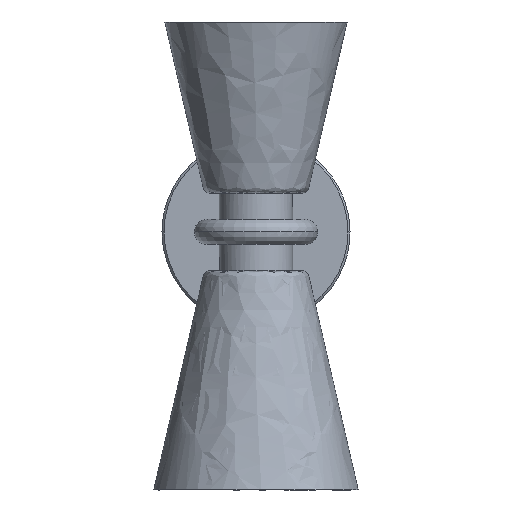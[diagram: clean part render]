
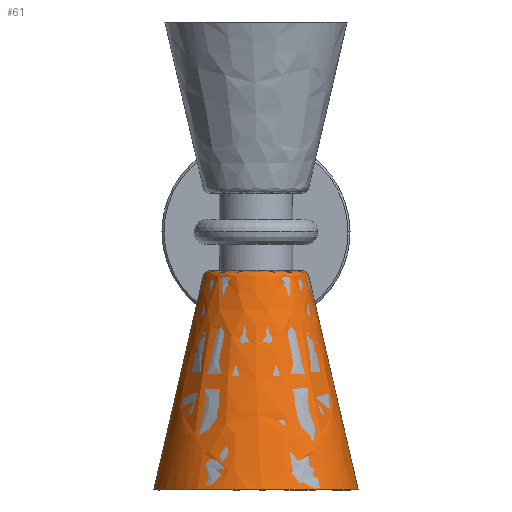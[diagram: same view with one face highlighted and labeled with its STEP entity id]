
A CAD part, front view. The second image highlights one B-rep face of the part: STEP entity #61.
In plain terms, the highlighted free-form (B-spline) face has degree [2, 2] with [7, 5] control points.
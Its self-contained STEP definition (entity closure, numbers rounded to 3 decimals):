
#32=(
BOUNDED_SURFACE()
B_SPLINE_SURFACE(2,2,((#647,#648,#649,#650,#651),(#652,#653,#654,#655,#656),
(#657,#658,#659,#660,#661),(#662,#663,#664,#665,#666),(#667,#668,#669,#670,
#671),(#672,#673,#674,#675,#676),(#677,#678,#679,#680,#681)),
 .UNSPECIFIED.,.F.,.F.,.F.)
B_SPLINE_SURFACE_WITH_KNOTS((3,2,2,3),(3,2,3),(-198.156,-6.203,
0.516,29.615),(65.75,98.624,
131.499),.UNSPECIFIED.)
GEOMETRIC_REPRESENTATION_ITEM()
RATIONAL_B_SPLINE_SURFACE(((1.,0.707,1.,0.707,1.),
(1.,0.707,1.,0.707,1.),(1.,0.707,1.,
0.707,1.),(0.783,0.553,0.783,
0.553,0.783),(1.,0.707,1.,0.707,
1.),(1.,0.707,1.,0.707,1.),(1.,0.707,
1.,0.707,1.)))
REPRESENTATION_ITEM('')
SURFACE()
);
#61=ADVANCED_FACE('',(#89),#32,.T.);
#89=FACE_OUTER_BOUND('',#117,.T.);
#117=EDGE_LOOP('',(#157,#158,#159));
#157=ORIENTED_EDGE('',*,*,#240,.T.);
#158=ORIENTED_EDGE('',*,*,#239,.F.);
#159=ORIENTED_EDGE('',*,*,#241,.F.);
#239=EDGE_CURVE('',#335,#336,#293,.T.);
#240=EDGE_CURVE('',#337,#336,#294,.T.);
#241=EDGE_CURVE('',#337,#335,#295,.T.);
#293=(
BOUNDED_CURVE()
B_SPLINE_CURVE(2,(#690,#691,#692,#693,#694,#695,#696),.UNSPECIFIED.,.F.,
 .F.)
B_SPLINE_CURVE_WITH_KNOTS((3,2,2,3),(-198.156,-6.203,
0.516,29.615),.UNSPECIFIED.)
CURVE()
GEOMETRIC_REPRESENTATION_ITEM()
RATIONAL_B_SPLINE_CURVE((1.,1.,1.,0.783,1.,1.,1.))
REPRESENTATION_ITEM('')
);
#294=(
BOUNDED_CURVE()
B_SPLINE_CURVE(2,(#697,#698,#699,#700,#701,#702,#703),.UNSPECIFIED.,.F.,
 .F.)
B_SPLINE_CURVE_WITH_KNOTS((3,2,2,3),(-198.156,-6.203,
0.516,29.615),.UNSPECIFIED.)
CURVE()
GEOMETRIC_REPRESENTATION_ITEM()
RATIONAL_B_SPLINE_CURVE((1.,1.,1.,0.783,1.,1.,1.))
REPRESENTATION_ITEM('')
);
#295=(
BOUNDED_CURVE()
B_SPLINE_CURVE(2,(#704,#705,#706,#707,#708),.UNSPECIFIED.,.F.,.F.)
B_SPLINE_CURVE_WITH_KNOTS((3,2,3),(65.75,98.624,131.499),
 .UNSPECIFIED.)
CURVE()
GEOMETRIC_REPRESENTATION_ITEM()
RATIONAL_B_SPLINE_CURVE((1.,0.707,1.,0.707,1.))
REPRESENTATION_ITEM('')
);
#335=VERTEX_POINT('',#682);
#336=VERTEX_POINT('',#683);
#337=VERTEX_POINT('',#684);
#647=CARTESIAN_POINT('',(-48.913,0.,231.466));
#648=CARTESIAN_POINT('',(-48.913,-48.913,231.466));
#649=CARTESIAN_POINT('',(0.,-48.913,231.466));
#650=CARTESIAN_POINT('',(48.913,-48.913,231.466));
#651=CARTESIAN_POINT('',(48.913,0.,231.466));
#652=CARTESIAN_POINT('',(-37.117,0.,282.523));
#653=CARTESIAN_POINT('',(-37.117,-37.117,282.523));
#654=CARTESIAN_POINT('',(0.,-37.117,282.523));
#655=CARTESIAN_POINT('',(37.117,-37.117,282.523));
#656=CARTESIAN_POINT('',(37.117,0.,282.523));
#657=CARTESIAN_POINT('',(-25.32,0.,333.579));
#658=CARTESIAN_POINT('',(-25.32,-25.32,333.579));
#659=CARTESIAN_POINT('',(0.,-25.32,333.579));
#660=CARTESIAN_POINT('',(25.32,-25.32,333.579));
#661=CARTESIAN_POINT('',(25.32,0.,333.579));
#662=CARTESIAN_POINT('',(-24.653,0.,336.466));
#663=CARTESIAN_POINT('',(-24.653,-24.653,336.466));
#664=CARTESIAN_POINT('',(0.,-24.653,336.466));
#665=CARTESIAN_POINT('',(24.653,-24.653,336.466));
#666=CARTESIAN_POINT('',(24.653,0.,336.466));
#667=CARTESIAN_POINT('',(-21.689,0.,336.466));
#668=CARTESIAN_POINT('',(-21.689,-21.689,336.466));
#669=CARTESIAN_POINT('',(0.,-21.689,336.466));
#670=CARTESIAN_POINT('',(21.689,-21.689,336.466));
#671=CARTESIAN_POINT('',(21.689,0.,336.466));
#672=CARTESIAN_POINT('',(-10.845,0.,336.466));
#673=CARTESIAN_POINT('',(-10.845,-10.845,336.466));
#674=CARTESIAN_POINT('',(0.,-10.845,336.466));
#675=CARTESIAN_POINT('',(10.845,-10.845,336.466));
#676=CARTESIAN_POINT('',(10.845,0.,336.466));
#677=CARTESIAN_POINT('',(0.,0.,336.466));
#678=CARTESIAN_POINT('',(0.,0.,336.466));
#679=CARTESIAN_POINT('',(0.,0.,336.466));
#680=CARTESIAN_POINT('',(0.,0.,336.466));
#681=CARTESIAN_POINT('',(0.,0.,336.466));
#682=CARTESIAN_POINT('',(48.913,0.,231.466));
#683=CARTESIAN_POINT('',(0.,0.,336.466));
#684=CARTESIAN_POINT('',(-48.913,0.,231.466));
#690=CARTESIAN_POINT('',(48.913,0.,231.466));
#691=CARTESIAN_POINT('',(37.117,0.,282.523));
#692=CARTESIAN_POINT('',(25.32,0.,333.579));
#693=CARTESIAN_POINT('',(24.653,0.,336.466));
#694=CARTESIAN_POINT('',(21.689,0.,336.466));
#695=CARTESIAN_POINT('',(10.845,0.,336.466));
#696=CARTESIAN_POINT('',(0.,0.,336.466));
#697=CARTESIAN_POINT('',(-48.913,0.,231.466));
#698=CARTESIAN_POINT('',(-37.117,0.,282.523));
#699=CARTESIAN_POINT('',(-25.32,0.,333.579));
#700=CARTESIAN_POINT('',(-24.653,0.,336.466));
#701=CARTESIAN_POINT('',(-21.689,0.,336.466));
#702=CARTESIAN_POINT('',(-10.845,0.,336.466));
#703=CARTESIAN_POINT('',(0.,0.,336.466));
#704=CARTESIAN_POINT('',(-48.913,0.,231.466));
#705=CARTESIAN_POINT('',(-48.913,-48.913,231.466));
#706=CARTESIAN_POINT('',(0.,-48.913,231.466));
#707=CARTESIAN_POINT('',(48.913,-48.913,231.466));
#708=CARTESIAN_POINT('',(48.913,0.,231.466));
